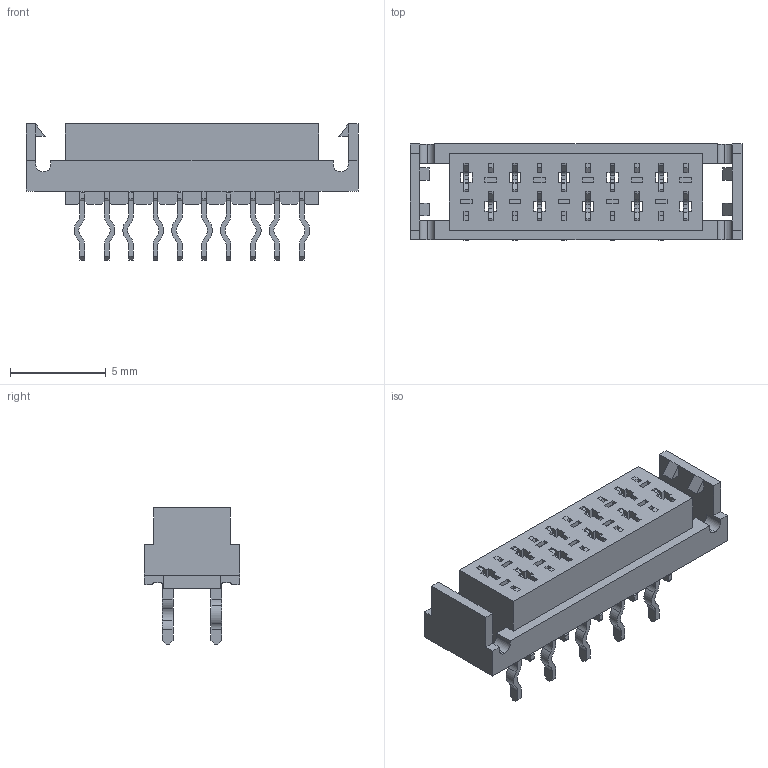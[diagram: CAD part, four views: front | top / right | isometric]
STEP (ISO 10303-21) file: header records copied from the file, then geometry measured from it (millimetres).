
FILE_DESCRIPTION(('STEP AP242'),'1');
FILE_NAME('690367191072.stp','2022-05-10T06:54:00',('TraceParts'),('TraceParts S.A.'),'Spatial InterOp 3D',' ',' ');
FILE_SCHEMA(('AP242_MANAGED_MODEL_BASED_3D_ENGINEERING_MIM_LF {1 0 10303 442 1 1 4}'));
Length unit declared in the file: millimetre
Products named in the file (1): 690367191072_1
Bounding box: 17.3 x 5 x 7.1 mm (x, y, z)
Volume: 249.9 mm3; surface area: 873 mm2
Topology: 11 solids, 11 shells, 849 faces, 2468 edges, 1628 vertices
Faces by surface type: plane 621, cylinder 228
Entity records: 34738 total; most frequent: CARTESIAN_POINT 4956, ORIENTED_EDGE 4936, DIRECTION 4644, EDGE_CURVE 2468, LINE 2012, VECTOR 2012, VERTEX_POINT 1628, AXIS2_PLACEMENT_3D 1316
